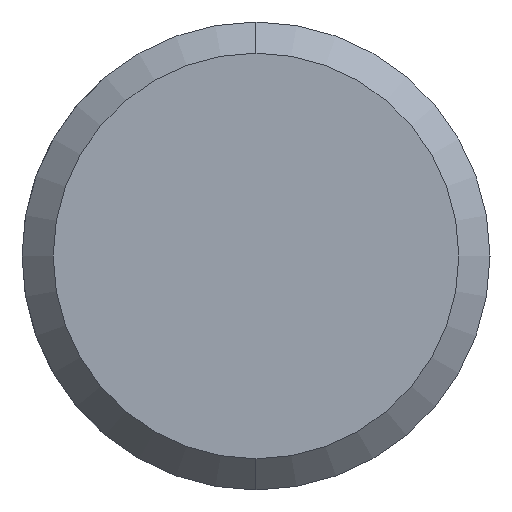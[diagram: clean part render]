
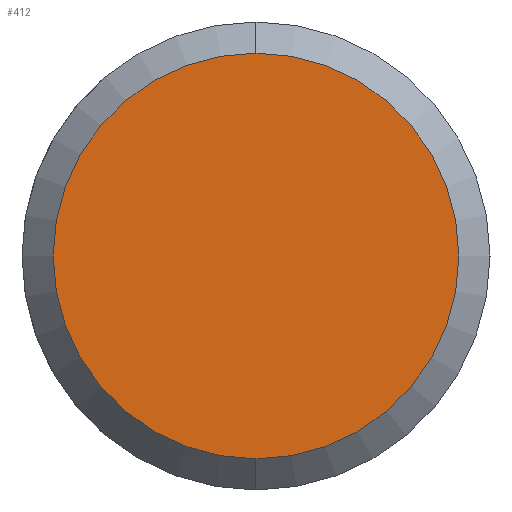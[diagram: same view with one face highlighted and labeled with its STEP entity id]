
A CAD part, left-side view. The second image highlights one B-rep face of the part: STEP entity #412.
In plain terms, the highlighted planar face has unit normal (-1, 0, 0).
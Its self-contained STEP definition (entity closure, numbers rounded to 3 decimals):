
#6 = ORIENTED_EDGE ( 'NONE', *, *, #285, .T. ) ;
#38 = DIRECTION ( 'NONE',  ( 0., 0., 1. ) ) ;
#52 = FACE_OUTER_BOUND ( 'NONE', #203, .T. ) ;
#91 = VERTEX_POINT ( 'NONE', #281 ) ;
#97 = EDGE_CURVE ( 'NONE', #230, #91, #467, .T. ) ;
#140 = DIRECTION ( 'NONE',  ( 0., 0., 1. ) ) ;
#203 = EDGE_LOOP ( 'NONE', ( #217, #6 ) ) ;
#217 = ORIENTED_EDGE ( 'NONE', *, *, #97, .T. ) ;
#227 = CARTESIAN_POINT ( 'NONE',  ( 0., 0., 0. ) ) ;
#230 = VERTEX_POINT ( 'NONE', #375 ) ;
#231 = DIRECTION ( 'NONE',  ( 1., 0., 0. ) ) ;
#261 = DIRECTION ( 'NONE',  ( 0., 0., -1. ) ) ;
#279 = DIRECTION ( 'NONE',  ( -1., 0., 0. ) ) ;
#281 = CARTESIAN_POINT ( 'NONE',  ( 0., 0., 1.3 ) ) ;
#285 = EDGE_CURVE ( 'NONE', #91, #230, #371, .T. ) ;
#288 = DIRECTION ( 'NONE',  ( -1., 0., 0. ) ) ;
#290 = AXIS2_PLACEMENT_3D ( 'NONE', #322, #279, #140 ) ;
#322 = CARTESIAN_POINT ( 'NONE',  ( 0., 0., 0. ) ) ;
#371 = CIRCLE ( 'NONE', #374, 1.3 ) ;
#374 = AXIS2_PLACEMENT_3D ( 'NONE', #437, #288, #38 ) ;
#375 = CARTESIAN_POINT ( 'NONE',  ( 0., 0., -1.3 ) ) ;
#412 = ADVANCED_FACE ( 'NONE', ( #52 ), #453, .F. ) ;
#437 = CARTESIAN_POINT ( 'NONE',  ( 0., 0., 0. ) ) ;
#453 = PLANE ( 'NONE',  #478 ) ;
#467 = CIRCLE ( 'NONE', #290, 1.3 ) ;
#478 = AXIS2_PLACEMENT_3D ( 'NONE', #227, #231, #261 ) ;
